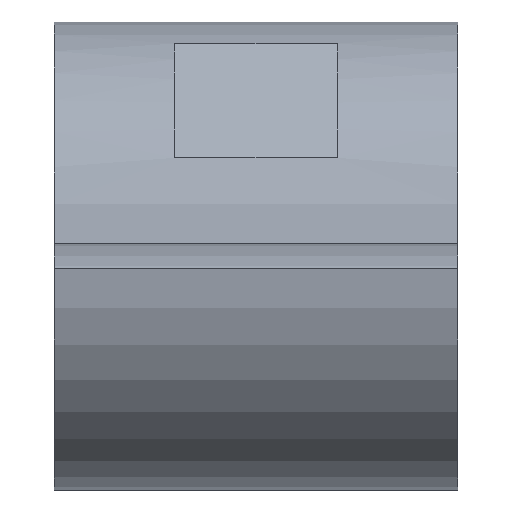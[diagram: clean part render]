
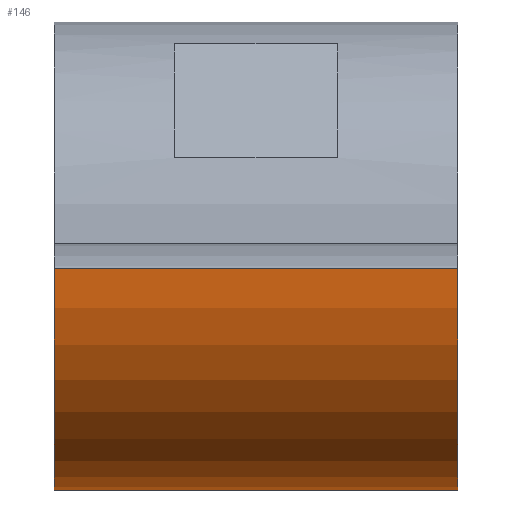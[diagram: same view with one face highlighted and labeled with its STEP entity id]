
A CAD part, left-side view. The second image highlights one B-rep face of the part: STEP entity #146.
In plain terms, the highlighted cylindrical face has radius 9.525 mm (diameter 19.05 mm), a partial arc.
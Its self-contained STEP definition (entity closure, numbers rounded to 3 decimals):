
#1 = DIRECTION ( 'NONE',  ( 0., 1., 0. ) ) ;
#5 = CARTESIAN_POINT ( 'NONE',  ( 0., -8.204, 0. ) ) ;
#7 = EDGE_CURVE ( 'NONE', #118, #472, #568, .T. ) ;
#27 = VERTEX_POINT ( 'NONE', #383 ) ;
#35 = DIRECTION ( 'NONE',  ( 0., 1., 0. ) ) ;
#48 = VERTEX_POINT ( 'NONE', #593 ) ;
#105 = EDGE_CURVE ( 'NONE', #48, #118, #634, .T. ) ;
#106 = AXIS2_PLACEMENT_3D ( 'NONE', #421, #35, #417 ) ;
#118 = VERTEX_POINT ( 'NONE', #539 ) ;
#146 = ADVANCED_FACE ( 'NONE', ( #562 ), #341, .T. ) ;
#152 = ORIENTED_EDGE ( 'NONE', *, *, #555, .T. ) ;
#173 = ORIENTED_EDGE ( 'NONE', *, *, #7, .F. ) ;
#188 = LINE ( 'NONE', #337, #431 ) ;
#191 = ORIENTED_EDGE ( 'NONE', *, *, #203, .T. ) ;
#192 = ORIENTED_EDGE ( 'NONE', *, *, #105, .F. ) ;
#194 = CIRCLE ( 'NONE', #631, 9.525 ) ;
#203 = EDGE_CURVE ( 'NONE', #48, #27, #194, .T. ) ;
#245 = EDGE_LOOP ( 'NONE', ( #192, #191, #152, #173 ) ) ;
#324 = CARTESIAN_POINT ( 'NONE',  ( 0., 8.204, 0. ) ) ;
#326 = DIRECTION ( 'NONE',  ( 0., 1., 0. ) ) ;
#331 = DIRECTION ( 'NONE',  ( 0., 0., 1. ) ) ;
#337 = CARTESIAN_POINT ( 'NONE',  ( -9.511, -8.204, -0.508 ) ) ;
#341 = CYLINDRICAL_SURFACE ( 'NONE', #106, 9.525 ) ;
#343 = AXIS2_PLACEMENT_3D ( 'NONE', #324, #326, #331 ) ;
#383 = CARTESIAN_POINT ( 'NONE',  ( -9.511, -8.204, -0.508 ) ) ;
#417 = DIRECTION ( 'NONE',  ( 0., 0., 1. ) ) ;
#421 = CARTESIAN_POINT ( 'NONE',  ( 0., -8.204, 0. ) ) ;
#431 = VECTOR ( 'NONE', #451, 1000. ) ;
#451 = DIRECTION ( 'NONE',  ( 0., 1., 0. ) ) ;
#467 = CARTESIAN_POINT ( 'NONE',  ( -9.511, 8.204, -0.508 ) ) ;
#472 = VERTEX_POINT ( 'NONE', #467 ) ;
#539 = CARTESIAN_POINT ( 'NONE',  ( 0., 8.204, -9.525 ) ) ;
#555 = EDGE_CURVE ( 'NONE', #27, #472, #188, .T. ) ;
#562 = FACE_OUTER_BOUND ( 'NONE', #245, .T. ) ;
#568 = CIRCLE ( 'NONE', #343, 9.525 ) ;
#577 = DIRECTION ( 'NONE',  ( 0., 1., 0. ) ) ;
#593 = CARTESIAN_POINT ( 'NONE',  ( 0., -8.204, -9.525 ) ) ;
#595 = VECTOR ( 'NONE', #577, 1000. ) ;
#631 = AXIS2_PLACEMENT_3D ( 'NONE', #5, #1, #676 ) ;
#634 = LINE ( 'NONE', #668, #595 ) ;
#668 = CARTESIAN_POINT ( 'NONE',  ( 0., -8.204, -9.525 ) ) ;
#676 = DIRECTION ( 'NONE',  ( 0., 0., 1. ) ) ;
